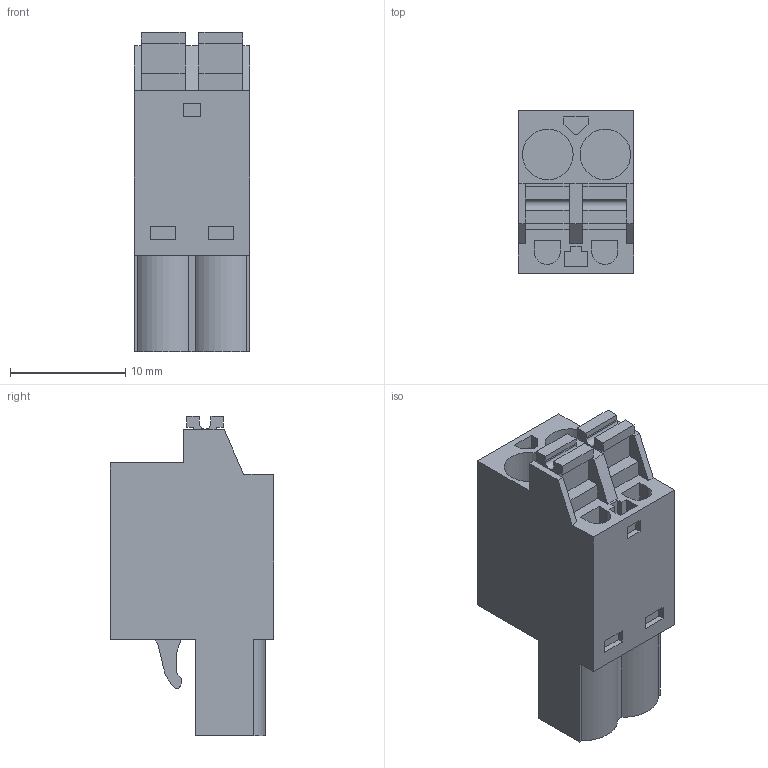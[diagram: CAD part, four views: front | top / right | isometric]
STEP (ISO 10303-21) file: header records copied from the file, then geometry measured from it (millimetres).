
FILE_DESCRIPTION(('CATIA V5 STEP Exchange','CAx-IF Rec.Pracs.--- Model Styling and Organization---1.2---2011-12-15'),'2;1');
FILE_NAME ('D1446762_0_1017860000_1017860000.stp','2017-04-27T12:44:55+00:00',('none'),('Weidmueller'),'CATIA Version 5-6 Release 2014','CATIA V5 STEP AP214','none');
FILE_SCHEMA(('AUTOMOTIVE_DESIGN { 1 0 10303 214 1 1 1 1 }'));
Length unit declared in the file: millimetre
Products named in the file (1): 1017860000
Bounding box: 10 x 14.2 x 27.73 mm (x, y, z)
Volume: 2535.4 mm3; surface area: 1783.7 mm2
Topology: 3 solids, 3 shells, 170 faces, 459 edges, 309 vertices
Faces by surface type: plane 148, cylinder 18, extrusion 4
Entity records: 5388 total; most frequent: CARTESIAN_POINT 982, ORIENTED_EDGE 918, DIRECTION 746, EDGE_CURVE 459, VECTOR 420, LINE 416, VERTEX_POINT 309, EDGE_LOOP 186
